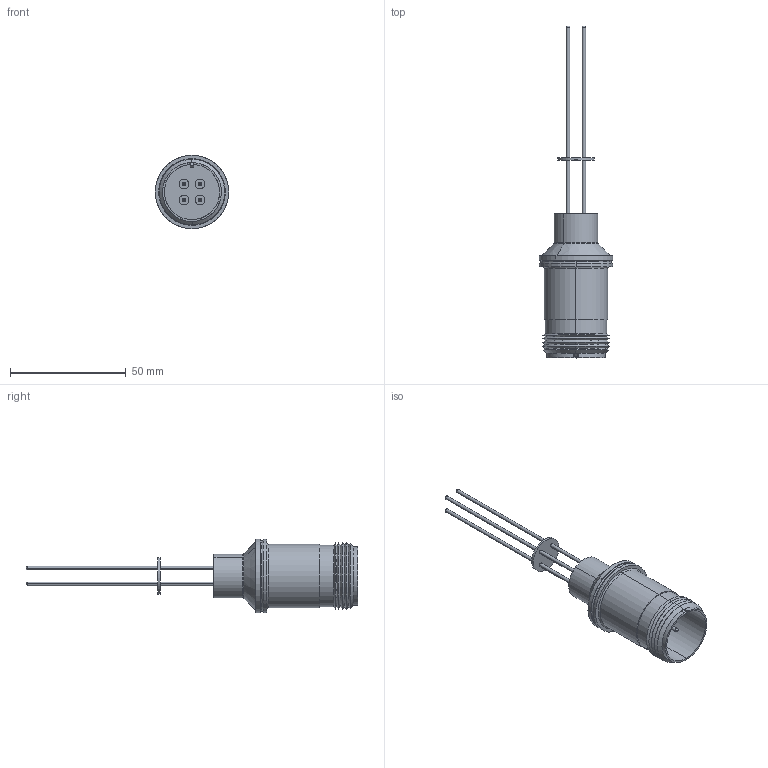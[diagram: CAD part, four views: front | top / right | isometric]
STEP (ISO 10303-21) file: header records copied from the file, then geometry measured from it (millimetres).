
FILE_DESCRIPTION (( 'STEP AP203' ), '1' );
FILE_NAME ('A3525-1-W.STEP', '2012-02-17T14:40:28', ( '' ), ( '' ), 'SwSTEP 2.0', 'SolidWorks 2011', '' );
FILE_SCHEMA (( 'CONFIG_CONTROL_DESIGN' ));
Length unit declared in the file: inch
Products named in the file (1): A3525-1-W
Bounding box: 31.75 x 143.36 x 31.75 mm (x, y, z)
Volume: 9970.9 mm3; surface area: 17544.6 mm2
Topology: 1 solids, 5 shells, 225 faces, 460 edges, 282 vertices
Faces by surface type: cylinder 100, plane 59, torus 34, cone 32
Entity records: 6081 total; most frequent: DIRECTION 1204, CARTESIAN_POINT 992, ORIENTED_EDGE 920, AXIS2_PLACEMENT_3D 526, EDGE_CURVE 460, CIRCLE 300, VERTEX_POINT 282, EDGE_LOOP 276
